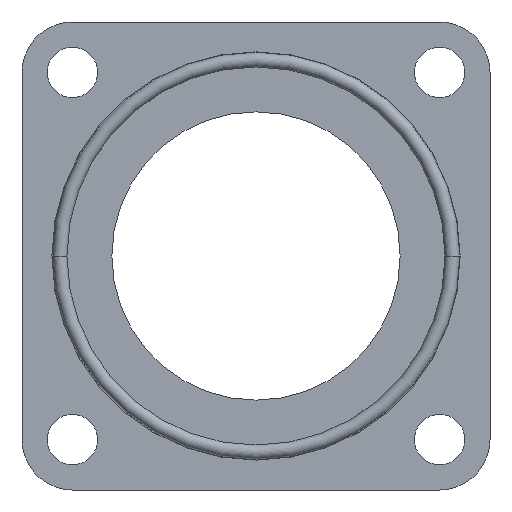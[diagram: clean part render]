
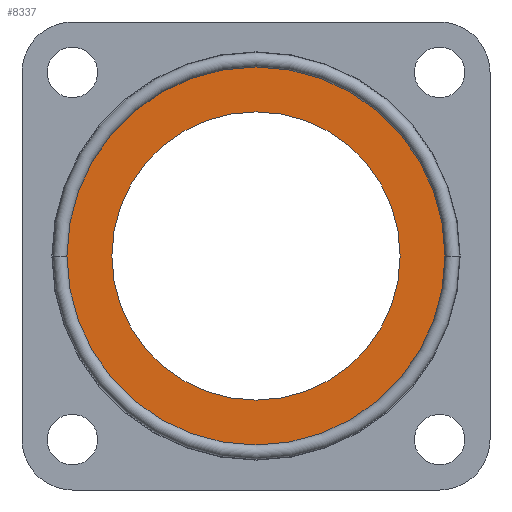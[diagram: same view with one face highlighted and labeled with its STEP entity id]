
A CAD part, front view. The second image highlights one B-rep face of the part: STEP entity #8337.
In plain terms, the highlighted planar face has unit normal (0, -1, 0).
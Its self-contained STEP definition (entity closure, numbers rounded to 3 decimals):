
#286 = EDGE_CURVE ( 'NONE', #5838, #5481, #6243, .T. ) ;
#450 = AXIS2_PLACEMENT_3D ( 'NONE', #5726, #6042, #5728 ) ;
#494 = AXIS2_PLACEMENT_3D ( 'NONE', #4203, #4215, #4216 ) ;
#498 = AXIS2_PLACEMENT_3D ( 'NONE', #4231, #4233, #4234 ) ;
#993 = EDGE_CURVE ( 'NONE', #5481, #5838, #16056, .T. ) ;
#1003 = EDGE_CURVE ( 'NONE', #13699, #6039, #16061, .T. ) ;
#4203 = CARTESIAN_POINT ( 'NONE',  ( 0., 1., 0. ) ) ;
#4215 = DIRECTION ( 'NONE',  ( 0., -1., 0. ) ) ;
#4216 = DIRECTION ( 'NONE',  ( 0., 0., -1. ) ) ;
#4231 = CARTESIAN_POINT ( 'NONE',  ( 0., 1., 0. ) ) ;
#4233 = DIRECTION ( 'NONE',  ( 0., -1., 0. ) ) ;
#4234 = DIRECTION ( 'NONE',  ( 0., 0., -1. ) ) ;
#4292 = CARTESIAN_POINT ( 'NONE',  ( 0., 1., -52.5 ) ) ;
#4444 = CARTESIAN_POINT ( 'NONE',  ( 0., 1., 52.5 ) ) ;
#4519 = CARTESIAN_POINT ( 'NONE',  ( 0., 1., 40.035 ) ) ;
#5481 = VERTEX_POINT ( 'NONE', #4292 ) ;
#5726 = CARTESIAN_POINT ( 'NONE',  ( 0., 1., 0. ) ) ;
#5728 = DIRECTION ( 'NONE',  ( 0., 0., -1. ) ) ;
#5838 = VERTEX_POINT ( 'NONE', #4444 ) ;
#6039 = VERTEX_POINT ( 'NONE', #4519 ) ;
#6042 = DIRECTION ( 'NONE',  ( 0., -1., 0. ) ) ;
#6243 = CIRCLE ( 'NONE', #450, 52.5 ) ;
#6864 = AXIS2_PLACEMENT_3D ( 'NONE', #13243, #13279, #13280 ) ;
#7159 = AXIS2_PLACEMENT_3D ( 'NONE', #11580, #11589, #11590 ) ;
#7875 = CIRCLE ( 'NONE', #6864, 40.035 ) ;
#8337 = ADVANCED_FACE ( 'NONE', ( #15175, #15181 ), #11581, .T. ) ;
#11580 = CARTESIAN_POINT ( 'NONE',  ( -65., 1., 80. ) ) ;
#11581 = PLANE ( 'NONE',  #7159 ) ;
#11589 = DIRECTION ( 'NONE',  ( 0., -1., 0. ) ) ;
#11590 = DIRECTION ( 'NONE',  ( 0., 0., -1. ) ) ;
#12219 = CARTESIAN_POINT ( 'NONE',  ( 0., 1., -40.035 ) ) ;
#13243 = CARTESIAN_POINT ( 'NONE',  ( 0., 1., 0. ) ) ;
#13279 = DIRECTION ( 'NONE',  ( 0., -1., 0. ) ) ;
#13280 = DIRECTION ( 'NONE',  ( 0., 0., -1. ) ) ;
#13699 = VERTEX_POINT ( 'NONE', #12219 ) ;
#14171 = EDGE_LOOP ( 'NONE', ( #16703, #17740 ) ) ;
#14216 = EDGE_LOOP ( 'NONE', ( #16707, #18208 ) ) ;
#14849 = EDGE_CURVE ( 'NONE', #6039, #13699, #7875, .T. ) ;
#15175 = FACE_BOUND ( 'NONE', #14216, .T. ) ;
#15181 = FACE_OUTER_BOUND ( 'NONE', #14171, .T. ) ;
#16056 = CIRCLE ( 'NONE', #494, 52.5 ) ;
#16061 = CIRCLE ( 'NONE', #498, 40.035 ) ;
#16703 = ORIENTED_EDGE ( 'NONE', *, *, #993, .T. ) ;
#16707 = ORIENTED_EDGE ( 'NONE', *, *, #14849, .F. ) ;
#17740 = ORIENTED_EDGE ( 'NONE', *, *, #286, .T. ) ;
#18208 = ORIENTED_EDGE ( 'NONE', *, *, #1003, .F. ) ;
